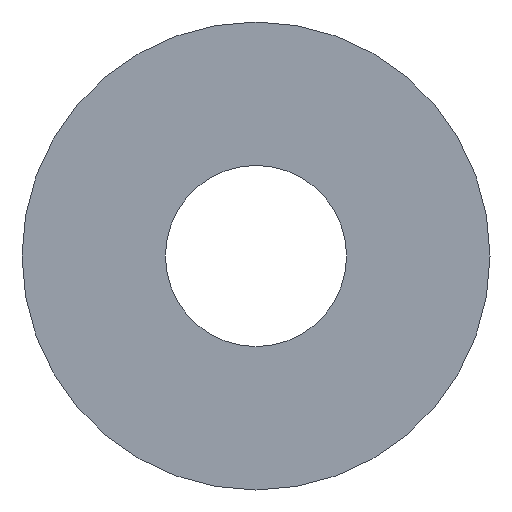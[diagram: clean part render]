
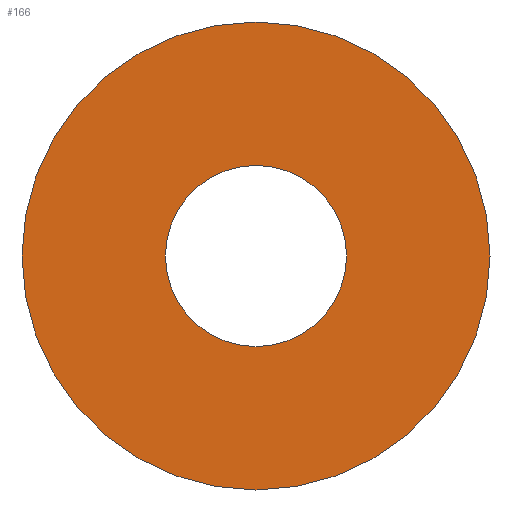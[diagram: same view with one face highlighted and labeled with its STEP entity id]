
A CAD part, front view. The second image highlights one B-rep face of the part: STEP entity #166.
In plain terms, the highlighted planar face has unit normal (0, -1, 0).
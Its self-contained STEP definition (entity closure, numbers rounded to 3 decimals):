
#77=CARTESIAN_POINT('POINT7',(0.485,0.,0.));
#78=VERTEX_POINT('VERTEX7',#77);
#85=CARTESIAN_POINT('POINT8',(-0.485,0.,
   0.));
#86=VERTEX_POINT('VERTEX8',#85);
#87=CARTESIAN_POINT('POS9',(0.,0.,0.));
#88=DIRECTION('DIR14',(0.,-1.,0.));
#89=DIRECTION('DIR15',(-1.,0.,0.));
#90=AXIS2_PLACEMENT_3D('AXIS6',#87,#88,#89);
#91=CIRCLE('ELLIPSE4',#90,0.485);
#92=EDGE_CURVE('EDGE10',#86,#78,#91,.T.);
#112=EDGE_CURVE('EDGE12',#78,#86,#91,.T.);
#142=ORIENTED_EDGE('COEDGE25',*,*,#112,.T.);
#143=ORIENTED_EDGE('COEDGE26',*,*,#92,.T.);
#144=EDGE_LOOP('NONE',(#142,#143));
#145=FACE_BOUND('LOOP1',#144,.T.);
#146=CARTESIAN_POINT('POINT11',(0.188,0.,0.));
#147=VERTEX_POINT('VERTEX11',#146);
#148=CARTESIAN_POINT('POINT12',(-0.188,0.,
   0.));
#149=VERTEX_POINT('VERTEX12',#148);
#150=CARTESIAN_POINT('POS14',(0.,0.,0.));
#151=DIRECTION('DIR23',(0.,1.,0.));
#152=DIRECTION('DIR24',(-1.,0.,0.));
#153=AXIS2_PLACEMENT_3D('AXIS10',#150,#151,#152);
#154=CIRCLE('ELLIPSE6',#153,0.188);
#155=EDGE_CURVE('EDGE15',#147,#149,#154,.T.);
#156=ORIENTED_EDGE('COEDGE27',*,*,#155,.T.);
#157=EDGE_CURVE('EDGE16',#149,#147,#154,.T.);
#158=ORIENTED_EDGE('COEDGE28',*,*,#157,.T.);
#159=EDGE_LOOP('NONE',(#156,#158));
#160=FACE_BOUND('LOOP1',#159,.T.);
#161=CARTESIAN_POINT('POS15',(0.,0.,0.));
#162=DIRECTION('DIR25',(0.,1.,0.));
#163=DIRECTION('DIR26',(1.,0.,0.));
#164=AXIS2_PLACEMENT_3D('AXIS11',#161,#162,#163);
#165=PLANE('PLANE3',#164);
#166=ADVANCED_FACE('FACE7',(#145,#160),#165,.F.);
